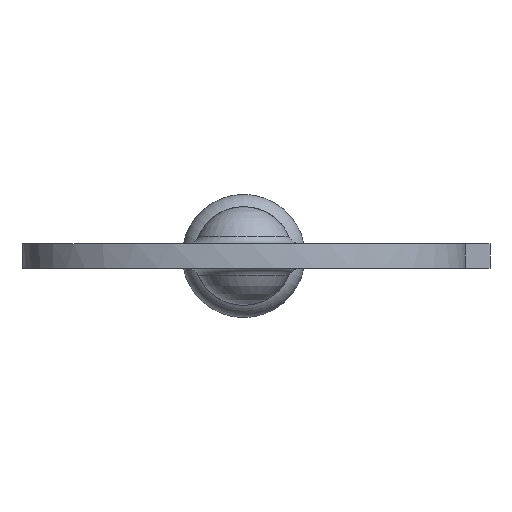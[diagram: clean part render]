
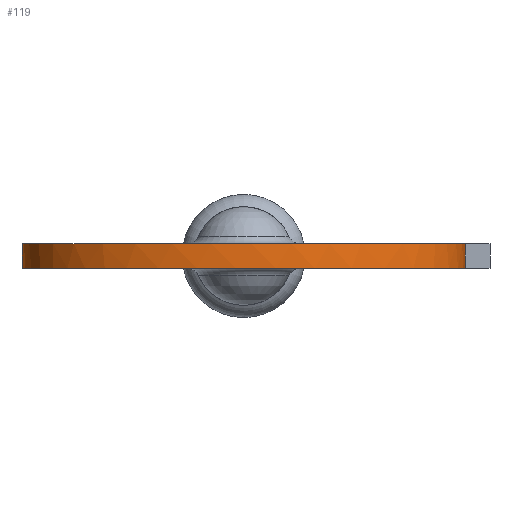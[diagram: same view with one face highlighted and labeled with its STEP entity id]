
A CAD part, left-side view. The second image highlights one B-rep face of the part: STEP entity #119.
In plain terms, the highlighted face is a extrusion surface.
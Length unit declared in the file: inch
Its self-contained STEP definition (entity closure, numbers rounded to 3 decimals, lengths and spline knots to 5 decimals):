
#47=SURFACE_OF_LINEAR_EXTRUSION('',#114,#262);
#74=FACE_OUTER_BOUND('',#352,.T.);
#109=ELLIPSE('',#776,0.9,0.625);
#113=ELLIPSE('',#781,0.9,0.625);
#114=ELLIPSE('',#784,0.9,0.625);
#119=ADVANCED_FACE('',(#74),#47,.T.);
#262=VECTOR('',#876,1.);
#352=EDGE_LOOP('',(#423,#424,#425,#426,#427,#428,#429,#430));
#423=ORIENTED_EDGE('',*,*,#669,.F.);
#424=ORIENTED_EDGE('',*,*,#685,.T.);
#425=ORIENTED_EDGE('',*,*,#677,.T.);
#426=ORIENTED_EDGE('',*,*,#686,.T.);
#427=ORIENTED_EDGE('',*,*,#665,.F.);
#428=ORIENTED_EDGE('',*,*,#687,.T.);
#429=ORIENTED_EDGE('',*,*,#681,.T.);
#430=ORIENTED_EDGE('',*,*,#688,.T.);
#597=VERTEX_POINT('',#1079);
#598=VERTEX_POINT('',#1080);
#601=VERTEX_POINT('',#1086);
#602=VERTEX_POINT('',#1091);
#609=VERTEX_POINT('',#1139);
#610=VERTEX_POINT('',#1141);
#613=VERTEX_POINT('',#1150);
#614=VERTEX_POINT('',#1151);
#665=EDGE_CURVE('',#597,#598,#763,.T.);
#669=EDGE_CURVE('',#601,#602,#764,.T.);
#677=EDGE_CURVE('',#610,#609,#109,.T.);
#681=EDGE_CURVE('',#613,#614,#113,.T.);
#685=EDGE_CURVE('',#601,#610,#766,.T.);
#686=EDGE_CURVE('',#609,#598,#767,.T.);
#687=EDGE_CURVE('',#597,#613,#768,.T.);
#688=EDGE_CURVE('',#614,#602,#769,.T.);
#763=B_SPLINE_CURVE_WITH_KNOTS('',3,(#1075,#1076,#1077,#1078),.UNSPECIFIED.,
.F.,.F.,(4,4),(0.,1.),.UNSPECIFIED.);
#764=B_SPLINE_CURVE_WITH_KNOTS('',3,(#1087,#1088,#1089,#1090),.UNSPECIFIED.,
.F.,.F.,(4,4),(0.,1.),.UNSPECIFIED.);
#766=B_SPLINE_CURVE_WITH_KNOTS('',3,(#1158,#1159,#1160,#1161,#1162,#1163,
#1164,#1165,#1166,#1167,#1168,#1169,#1170),.UNSPECIFIED.,.F.,.F.,(4,3,3,
3,4),(0.,0.28883,0.57751,0.86845,1.),.UNSPECIFIED.);
#767=B_SPLINE_CURVE_WITH_KNOTS('',3,(#1171,#1172,#1173,#1174,#1175,#1176,
#1177,#1178,#1179,#1180,#1181,#1182,#1183),.UNSPECIFIED.,.F.,.F.,(4,3,3,
3,4),(0.,0.29557,0.59133,0.8842,1.),.UNSPECIFIED.);
#768=B_SPLINE_CURVE_WITH_KNOTS('',3,(#1184,#1185,#1186,#1187,#1188,#1189,
#1190,#1191,#1192,#1193,#1194,#1195,#1196),.UNSPECIFIED.,.F.,.F.,(4,3,3,
3,4),(0.,0.28883,0.57751,0.86845,1.),.UNSPECIFIED.);
#769=B_SPLINE_CURVE_WITH_KNOTS('',3,(#1197,#1198,#1199,#1200,#1201,#1202,
#1203,#1204,#1205,#1206,#1207,#1208,#1209),.UNSPECIFIED.,.F.,.F.,(4,3,3,
3,4),(0.,0.29557,0.59133,0.8842,1.),.UNSPECIFIED.);
#776=AXIS2_PLACEMENT_3D('',#1140,#854,#855);
#781=AXIS2_PLACEMENT_3D('',#1149,#866,#867);
#784=AXIS2_PLACEMENT_3D('',#1210,#874,#875);
#854=DIRECTION('',(0.,0.,1.));
#855=DIRECTION('',(0.,1.,0.));
#866=DIRECTION('',(0.,0.,-1.));
#867=DIRECTION('',(0.,1.,0.));
#874=DIRECTION('',(0.,0.,1.));
#875=DIRECTION('',(0.,1.,0.));
#876=DIRECTION('',(0.,0.,1.));
#1075=CARTESIAN_POINT('',(1.2369,-0.1833,0.08));
#1076=CARTESIAN_POINT('',(1.23372,-0.20534,0.0295));
#1077=CARTESIAN_POINT('',(1.23372,-0.20534,-0.0295));
#1078=CARTESIAN_POINT('',(1.2369,-0.1833,-0.08));
#1079=CARTESIAN_POINT('',(1.2369,-0.1833,0.08));
#1080=CARTESIAN_POINT('',(1.2369,-0.1833,-0.08));
#1086=CARTESIAN_POINT('',(1.2369,0.1833,-0.08));
#1087=CARTESIAN_POINT('',(1.2369,0.1833,-0.08));
#1088=CARTESIAN_POINT('',(1.23372,0.20534,-0.0295));
#1089=CARTESIAN_POINT('',(1.23372,0.20534,0.0295));
#1090=CARTESIAN_POINT('',(1.2369,0.1833,0.08));
#1091=CARTESIAN_POINT('',(1.2369,0.1833,0.08));
#1139=CARTESIAN_POINT('',(1.22941,-0.22913,-0.05));
#1140=CARTESIAN_POINT('',(0.625,0.,-0.05));
#1141=CARTESIAN_POINT('',(1.22941,0.22913,-0.05));
#1149=CARTESIAN_POINT('',(0.625,0.,0.05));
#1150=CARTESIAN_POINT('',(1.22941,-0.22913,0.05));
#1151=CARTESIAN_POINT('',(1.22941,0.22913,0.05));
#1158=CARTESIAN_POINT('',(1.2369,0.1833,-0.08));
#1159=CARTESIAN_POINT('',(1.23658,0.18554,-0.07488));
#1160=CARTESIAN_POINT('',(1.23612,0.18869,-0.07008));
#1161=CARTESIAN_POINT('',(1.23554,0.19247,-0.066));
#1162=CARTESIAN_POINT('',(1.23496,0.19626,-0.06191));
#1163=CARTESIAN_POINT('',(1.23426,0.20079,-0.05844));
#1164=CARTESIAN_POINT('',(1.23346,0.20568,-0.05584));
#1165=CARTESIAN_POINT('',(1.23266,0.21061,-0.05322));
#1166=CARTESIAN_POINT('',(1.23174,0.21604,-0.05142));
#1167=CARTESIAN_POINT('',(1.23077,0.22154,-0.05058));
#1168=CARTESIAN_POINT('',(1.23033,0.22405,-0.05019));
#1169=CARTESIAN_POINT('',(1.22987,0.22659,-0.05));
#1170=CARTESIAN_POINT('',(1.22941,0.22913,-0.05));
#1171=CARTESIAN_POINT('',(1.22941,-0.22913,-0.05));
#1172=CARTESIAN_POINT('',(1.23044,-0.22349,-0.05));
#1173=CARTESIAN_POINT('',(1.23144,-0.21777,-0.05098));
#1174=CARTESIAN_POINT('',(1.23234,-0.21244,-0.05287));
#1175=CARTESIAN_POINT('',(1.23324,-0.2071,-0.05476));
#1176=CARTESIAN_POINT('',(1.23406,-0.202,-0.05761));
#1177=CARTESIAN_POINT('',(1.23475,-0.19759,-0.0612));
#1178=CARTESIAN_POINT('',(1.23544,-0.19322,-0.06476));
#1179=CARTESIAN_POINT('',(1.23601,-0.18939,-0.06913));
#1180=CARTESIAN_POINT('',(1.23644,-0.18644,-0.07397));
#1181=CARTESIAN_POINT('',(1.23662,-0.18526,-0.0759));
#1182=CARTESIAN_POINT('',(1.23677,-0.18421,-0.07792));
#1183=CARTESIAN_POINT('',(1.2369,-0.1833,-0.08));
#1184=CARTESIAN_POINT('',(1.2369,-0.1833,0.08));
#1185=CARTESIAN_POINT('',(1.23658,-0.18554,0.07488));
#1186=CARTESIAN_POINT('',(1.23612,-0.18869,0.07008));
#1187=CARTESIAN_POINT('',(1.23554,-0.19247,0.066));
#1188=CARTESIAN_POINT('',(1.23496,-0.19626,0.06191));
#1189=CARTESIAN_POINT('',(1.23426,-0.20079,0.05844));
#1190=CARTESIAN_POINT('',(1.23346,-0.20568,0.05584));
#1191=CARTESIAN_POINT('',(1.23266,-0.21061,0.05322));
#1192=CARTESIAN_POINT('',(1.23174,-0.21604,0.05142));
#1193=CARTESIAN_POINT('',(1.23077,-0.22154,0.05058));
#1194=CARTESIAN_POINT('',(1.23033,-0.22405,0.05019));
#1195=CARTESIAN_POINT('',(1.22987,-0.22659,0.05));
#1196=CARTESIAN_POINT('',(1.22941,-0.22913,0.05));
#1197=CARTESIAN_POINT('',(1.22941,0.22913,0.05));
#1198=CARTESIAN_POINT('',(1.23044,0.22349,0.05));
#1199=CARTESIAN_POINT('',(1.23144,0.21777,0.05098));
#1200=CARTESIAN_POINT('',(1.23234,0.21244,0.05287));
#1201=CARTESIAN_POINT('',(1.23324,0.2071,0.05476));
#1202=CARTESIAN_POINT('',(1.23406,0.202,0.05761));
#1203=CARTESIAN_POINT('',(1.23475,0.19759,0.0612));
#1204=CARTESIAN_POINT('',(1.23544,0.19322,0.06476));
#1205=CARTESIAN_POINT('',(1.23601,0.18939,0.06913));
#1206=CARTESIAN_POINT('',(1.23644,0.18644,0.07397));
#1207=CARTESIAN_POINT('',(1.23662,0.18526,0.0759));
#1208=CARTESIAN_POINT('',(1.23677,0.18421,0.07792));
#1209=CARTESIAN_POINT('',(1.2369,0.1833,0.08));
#1210=CARTESIAN_POINT('',(0.625,0.,-1.));
